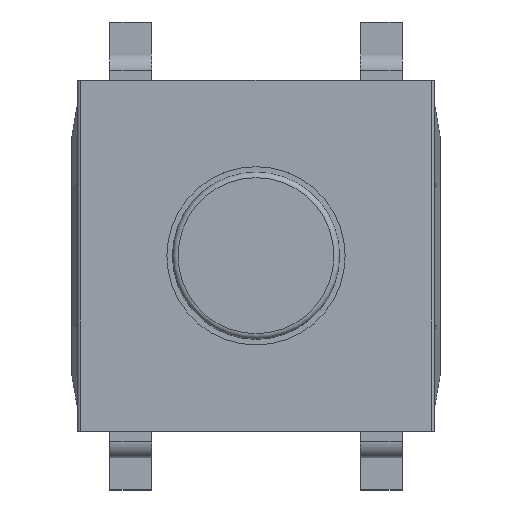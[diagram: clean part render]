
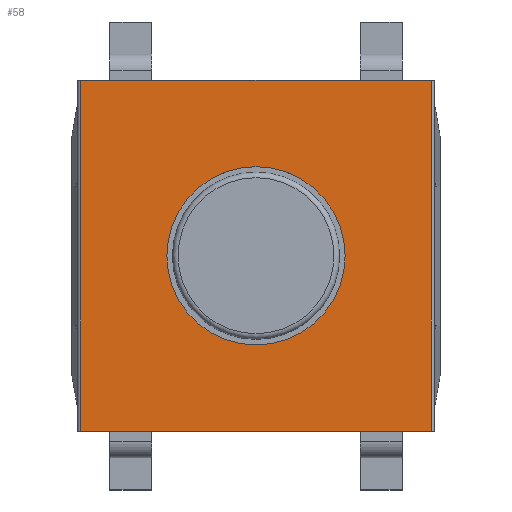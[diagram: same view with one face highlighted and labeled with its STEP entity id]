
A CAD part, top view. The second image highlights one B-rep face of the part: STEP entity #58.
In plain terms, the highlighted planar face has unit normal (0, 0, 1).
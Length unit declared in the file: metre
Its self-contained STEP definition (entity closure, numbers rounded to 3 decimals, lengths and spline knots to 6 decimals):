
#58 = ADVANCED_FACE( '', ( #157, #158 ), #159, .T. );
#157 = FACE_OUTER_BOUND( '', #341, .T. );
#158 = FACE_BOUND( '', #342, .T. );
#159 = PLANE( '', #343 );
#341 = EDGE_LOOP( '', ( #595, #596, #597, #598 ) );
#342 = EDGE_LOOP( '', ( #599 ) );
#343 = AXIS2_PLACEMENT_3D( '', #600, #601, #602 );
#595 = ORIENTED_EDGE( '', *, *, #1285, .T. );
#596 = ORIENTED_EDGE( '', *, *, #1289, .T. );
#597 = ORIENTED_EDGE( '', *, *, #1290, .T. );
#598 = ORIENTED_EDGE( '', *, *, #1291, .T. );
#599 = ORIENTED_EDGE( '', *, *, #1292, .T. );
#600 = CARTESIAN_POINT( '', ( 0., 0., 0.002 ) );
#601 = DIRECTION( '', ( 0., 0., 1. ) );
#602 = DIRECTION( '', ( 1., 0., 0. ) );
#1285 = EDGE_CURVE( '', #1572, #1573, #1574, .T. );
#1289 = EDGE_CURVE( '', #1573, #1580, #1581, .T. );
#1290 = EDGE_CURVE( '', #1580, #1582, #1583, .T. );
#1291 = EDGE_CURVE( '', #1582, #1572, #1584, .T. );
#1292 = EDGE_CURVE( '', #1585, #1585, #1586, .T. );
#1572 = VERTEX_POINT( '', #2014 );
#1573 = VERTEX_POINT( '', #2015 );
#1574 = LINE( '', #2016, #2017 );
#1580 = VERTEX_POINT( '', #2024 );
#1581 = LINE( '', #2025, #2026 );
#1582 = VERTEX_POINT( '', #2027 );
#1583 = LINE( '', #2028, #2029 );
#1584 = LINE( '', #2030, #2031 );
#1585 = VERTEX_POINT( '', #2032 );
#1586 = CIRCLE( '', #2033, 0.0016 );
#2014 = CARTESIAN_POINT( '', ( 0.00315, -0.00315, 0.002 ) );
#2015 = CARTESIAN_POINT( '', ( 0.00315, 0.00315, 0.002 ) );
#2016 = CARTESIAN_POINT( '', ( 0.00315, -0.00315, 0.002 ) );
#2017 = VECTOR( '', #2530, 1. );
#2024 = CARTESIAN_POINT( '', ( -0.00315, 0.00315, 0.002 ) );
#2025 = CARTESIAN_POINT( '', ( 0.00315, 0.00315, 0.002 ) );
#2026 = VECTOR( '', #2538, 1. );
#2027 = CARTESIAN_POINT( '', ( -0.00315, -0.00315, 0.002 ) );
#2028 = CARTESIAN_POINT( '', ( -0.00315, 0.00315, 0.002 ) );
#2029 = VECTOR( '', #2539, 1. );
#2030 = CARTESIAN_POINT( '', ( -0.00315, -0.00315, 0.002 ) );
#2031 = VECTOR( '', #2540, 1. );
#2032 = CARTESIAN_POINT( '', ( 0., 0.0016, 0.002 ) );
#2033 = AXIS2_PLACEMENT_3D( '', #2541, #2542, #2543 );
#2530 = DIRECTION( '', ( 0., 1., 0. ) );
#2538 = DIRECTION( '', ( -1., 0., 0. ) );
#2539 = DIRECTION( '', ( 0., -1., 0. ) );
#2540 = DIRECTION( '', ( 1., 0., 0. ) );
#2541 = CARTESIAN_POINT( '', ( 0., 0., 0.002 ) );
#2542 = DIRECTION( '', ( 0., 0., -1. ) );
#2543 = DIRECTION( '', ( 0., 1., 0. ) );
